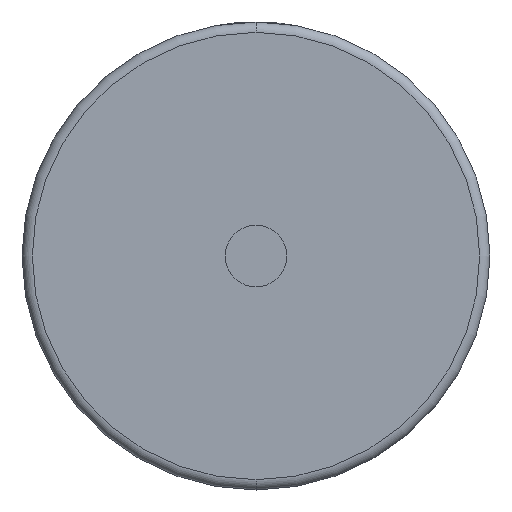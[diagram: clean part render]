
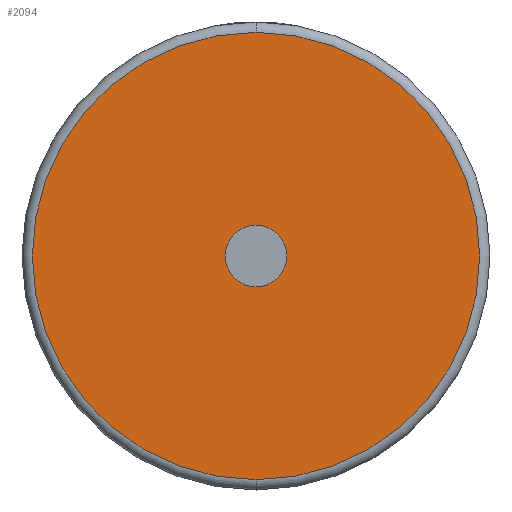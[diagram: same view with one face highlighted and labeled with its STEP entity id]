
A CAD part, front view. The second image highlights one B-rep face of the part: STEP entity #2094.
In plain terms, the highlighted planar face has unit normal (0, -1, 0).
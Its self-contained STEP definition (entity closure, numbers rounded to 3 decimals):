
#14 = EDGE_CURVE ( 'NONE', #760, #1071, #3066, .T. ) ;
#59 = CARTESIAN_POINT ( 'NONE',  ( 0., 0., 0. ) ) ;
#288 = ORIENTED_EDGE ( 'NONE', *, *, #3528, .F. ) ;
#479 = ORIENTED_EDGE ( 'NONE', *, *, #1851, .F. ) ;
#760 = VERTEX_POINT ( 'NONE', #3290 ) ;
#787 = AXIS2_PLACEMENT_3D ( 'NONE', #2451, #2790, #3078 ) ;
#1011 = AXIS2_PLACEMENT_3D ( 'NONE', #3654, #1953, #3401 ) ;
#1064 = EDGE_LOOP ( 'NONE', ( #1848, #1929 ) ) ;
#1071 = VERTEX_POINT ( 'NONE', #1692 ) ;
#1103 = AXIS2_PLACEMENT_3D ( 'NONE', #2465, #2164, #2427 ) ;
#1506 = CIRCLE ( 'NONE', #2744, 6. ) ;
#1533 = DIRECTION ( 'NONE',  ( 0., 1., 0. ) ) ;
#1684 = FACE_OUTER_BOUND ( 'NONE', #1064, .T. ) ;
#1692 = CARTESIAN_POINT ( 'NONE',  ( 0., 0., -43.5 ) ) ;
#1828 = EDGE_CURVE ( 'NONE', #1071, #760, #2504, .T. ) ;
#1830 = CARTESIAN_POINT ( 'NONE',  ( 0., 0., -6. ) ) ;
#1848 = ORIENTED_EDGE ( 'NONE', *, *, #14, .T. ) ;
#1851 = EDGE_CURVE ( 'NONE', #2784, #1880, #2999, .T. ) ;
#1880 = VERTEX_POINT ( 'NONE', #3609 ) ;
#1929 = ORIENTED_EDGE ( 'NONE', *, *, #1828, .T. ) ;
#1953 = DIRECTION ( 'NONE',  ( 0., -1., 0. ) ) ;
#2053 = FACE_BOUND ( 'NONE', #2072, .T. ) ;
#2072 = EDGE_LOOP ( 'NONE', ( #288, #479 ) ) ;
#2094 = ADVANCED_FACE ( 'NONE', ( #1684, #2053 ), #3253, .F. ) ;
#2105 = DIRECTION ( 'NONE',  ( 0., 0., 1. ) ) ;
#2164 = DIRECTION ( 'NONE',  ( 0., -1., 0. ) ) ;
#2427 = DIRECTION ( 'NONE',  ( 0., 0., 1. ) ) ;
#2451 = CARTESIAN_POINT ( 'NONE',  ( 0., 0., 0. ) ) ;
#2465 = CARTESIAN_POINT ( 'NONE',  ( 0., 0., 0. ) ) ;
#2504 = CIRCLE ( 'NONE', #1103, 43.5 ) ;
#2744 = AXIS2_PLACEMENT_3D ( 'NONE', #3120, #3110, #3399 ) ;
#2784 = VERTEX_POINT ( 'NONE', #1830 ) ;
#2790 = DIRECTION ( 'NONE',  ( 0., -1., 0. ) ) ;
#2999 = CIRCLE ( 'NONE', #787, 6. ) ;
#3066 = CIRCLE ( 'NONE', #1011, 43.5 ) ;
#3078 = DIRECTION ( 'NONE',  ( 0., 0., 1. ) ) ;
#3110 = DIRECTION ( 'NONE',  ( 0., -1., 0. ) ) ;
#3120 = CARTESIAN_POINT ( 'NONE',  ( 0., 0., 0. ) ) ;
#3253 = PLANE ( 'NONE',  #3668 ) ;
#3290 = CARTESIAN_POINT ( 'NONE',  ( 0., 0., 43.5 ) ) ;
#3399 = DIRECTION ( 'NONE',  ( 0., 0., 1. ) ) ;
#3401 = DIRECTION ( 'NONE',  ( 0., 0., 1. ) ) ;
#3528 = EDGE_CURVE ( 'NONE', #1880, #2784, #1506, .T. ) ;
#3609 = CARTESIAN_POINT ( 'NONE',  ( 0., 0., 6. ) ) ;
#3654 = CARTESIAN_POINT ( 'NONE',  ( 0., 0., 0. ) ) ;
#3668 = AXIS2_PLACEMENT_3D ( 'NONE', #59, #1533, #2105 ) ;
